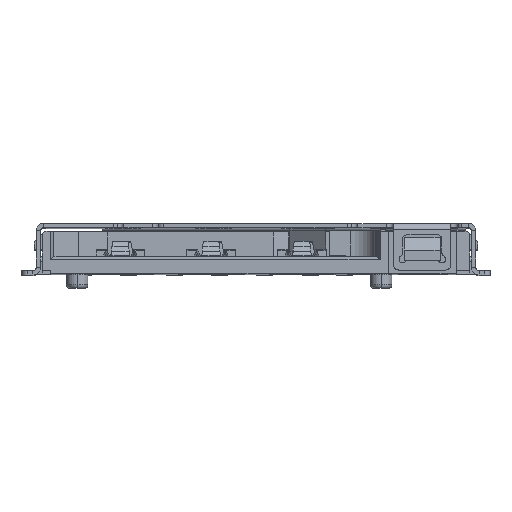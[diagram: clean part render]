
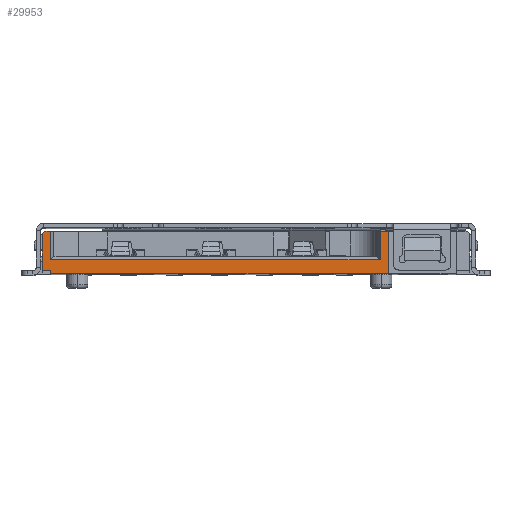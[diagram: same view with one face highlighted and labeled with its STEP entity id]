
A CAD part, top view. The second image highlights one B-rep face of the part: STEP entity #29953.
In plain terms, the highlighted planar face has unit normal (0, 0, 1).
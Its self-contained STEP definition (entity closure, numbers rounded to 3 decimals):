
#1219 = CARTESIAN_POINT ( 'NONE',  ( -5.745, 0.03, 6.86 ) ) ;
#2139 = CARTESIAN_POINT ( 'NONE',  ( -5.975, 1.23, 6.86 ) ) ;
#2563 = CARTESIAN_POINT ( 'NONE',  ( 3.7, 0.03, 6.86 ) ) ;
#2675 = CARTESIAN_POINT ( 'NONE',  ( -5.745, 0.13, 6.86 ) ) ;
#4155 = CARTESIAN_POINT ( 'NONE',  ( 3.47, 0.53, 6.86 ) ) ;
#4486 = DIRECTION ( 'NONE',  ( 0., -1., 0. ) ) ;
#4635 = LINE ( 'NONE', #24114, #23496 ) ;
#6001 = LINE ( 'NONE', #17503, #30934 ) ;
#6107 = VERTEX_POINT ( 'NONE', #21011 ) ;
#6407 = ORIENTED_EDGE ( 'NONE', *, *, #32461, .T. ) ;
#6424 = DIRECTION ( 'NONE',  ( 1., 0., 0. ) ) ;
#6459 = DIRECTION ( 'NONE',  ( 0., -1., 0. ) ) ;
#6616 = VECTOR ( 'NONE', #35036, 1000. ) ;
#6756 = ORIENTED_EDGE ( 'NONE', *, *, #21644, .F. ) ;
#6900 = LINE ( 'NONE', #33009, #15857 ) ;
#7064 = CARTESIAN_POINT ( 'NONE',  ( -5.75, 1.23, 6.86 ) ) ;
#7671 = FACE_OUTER_BOUND ( 'NONE', #33007, .T. ) ;
#7769 = VERTEX_POINT ( 'NONE', #35601 ) ;
#7989 = EDGE_CURVE ( 'NONE', #35656, #36068, #35003, .T. ) ;
#9570 = VERTEX_POINT ( 'NONE', #33712 ) ;
#10665 = LINE ( 'NONE', #36779, #13917 ) ;
#10789 = VERTEX_POINT ( 'NONE', #27965 ) ;
#10958 = VECTOR ( 'NONE', #35670, 1000. ) ;
#11183 = DIRECTION ( 'NONE',  ( -0.707, -0.707, 0. ) ) ;
#11615 = CARTESIAN_POINT ( 'NONE',  ( -5.975, 0.13, 6.86 ) ) ;
#11687 = VERTEX_POINT ( 'NONE', #17266 ) ;
#12589 = CARTESIAN_POINT ( 'NONE',  ( -5.75, 1.23, 6.86 ) ) ;
#13154 = EDGE_CURVE ( 'NONE', #28907, #17726, #6900, .T. ) ;
#13441 = EDGE_CURVE ( 'NONE', #6107, #11687, #19582, .T. ) ;
#13443 = CARTESIAN_POINT ( 'NONE',  ( 3.7, 0., 6.86 ) ) ;
#13678 = VERTEX_POINT ( 'NONE', #2675 ) ;
#13699 = ORIENTED_EDGE ( 'NONE', *, *, #16889, .T. ) ;
#13917 = VECTOR ( 'NONE', #27447, 1000. ) ;
#15857 = VECTOR ( 'NONE', #6424, 1000. ) ;
#16889 = EDGE_CURVE ( 'NONE', #9570, #36328, #18225, .T. ) ;
#17239 = CARTESIAN_POINT ( 'NONE',  ( -5.75, 0.43, 6.86 ) ) ;
#17266 = CARTESIAN_POINT ( 'NONE',  ( 3.47, 0.43, 6.86 ) ) ;
#17369 = DIRECTION ( 'NONE',  ( 0., -1., 0. ) ) ;
#17503 = CARTESIAN_POINT ( 'NONE',  ( -5.65, 0.43, 6.86 ) ) ;
#17726 = VERTEX_POINT ( 'NONE', #2563 ) ;
#18225 = LINE ( 'NONE', #23913, #33272 ) ;
#19072 = DIRECTION ( 'NONE',  ( 1., 0., 0. ) ) ;
#19582 = LINE ( 'NONE', #4155, #24261 ) ;
#19737 = AXIS2_PLACEMENT_3D ( 'NONE', #34427, #31670, #19072 ) ;
#19981 = VECTOR ( 'NONE', #36659, 1000. ) ;
#20010 = CARTESIAN_POINT ( 'NONE',  ( -6.64, 0.495, 6.86 ) ) ;
#20900 = ORIENTED_EDGE ( 'NONE', *, *, #22187, .T. ) ;
#21011 = CARTESIAN_POINT ( 'NONE',  ( 3.47, 1.23, 6.86 ) ) ;
#21644 = EDGE_CURVE ( 'NONE', #13678, #36328, #27438, .T. ) ;
#22187 = EDGE_CURVE ( 'NONE', #7769, #9570, #38712, .T. ) ;
#22688 = ORIENTED_EDGE ( 'NONE', *, *, #33904, .T. ) ;
#23496 = VECTOR ( 'NONE', #6459, 1000. ) ;
#23611 = ORIENTED_EDGE ( 'NONE', *, *, #33276, .T. ) ;
#23913 = CARTESIAN_POINT ( 'NONE',  ( -5.975, 0.03, 6.86 ) ) ;
#24114 = CARTESIAN_POINT ( 'NONE',  ( -5.745, 0.13, 6.86 ) ) ;
#24261 = VECTOR ( 'NONE', #28368, 1000. ) ;
#25675 = EDGE_CURVE ( 'NONE', #10789, #6107, #10665, .T. ) ;
#27438 = LINE ( 'NONE', #11615, #10958 ) ;
#27447 = DIRECTION ( 'NONE',  ( -1., 0., 0. ) ) ;
#27553 = LINE ( 'NONE', #13443, #31315 ) ;
#27616 = ORIENTED_EDGE ( 'NONE', *, *, #25675, .T. ) ;
#27785 = LINE ( 'NONE', #2139, #6616 ) ;
#27965 = CARTESIAN_POINT ( 'NONE',  ( 3.7, 1.23, 6.86 ) ) ;
#28368 = DIRECTION ( 'NONE',  ( 0., -1., 0. ) ) ;
#28550 = EDGE_CURVE ( 'NONE', #10789, #17726, #27553, .T. ) ;
#28907 = VERTEX_POINT ( 'NONE', #1219 ) ;
#29953 = ADVANCED_FACE ( 'NONE', ( #7671 ), #34301, .T. ) ;
#30934 = VECTOR ( 'NONE', #38665, 1000. ) ;
#31315 = VECTOR ( 'NONE', #4486, 1000. ) ;
#31622 = VECTOR ( 'NONE', #11183, 1000. ) ;
#31670 = DIRECTION ( 'NONE',  ( 0., 0., 1. ) ) ;
#31736 = ORIENTED_EDGE ( 'NONE', *, *, #13441, .T. ) ;
#32461 = EDGE_CURVE ( 'NONE', #36068, #7769, #27785, .T. ) ;
#33007 = EDGE_LOOP ( 'NONE', ( #6407, #20900, #13699, #6756, #23611, #35394, #39090, #27616, #31736, #22688, #36289 ) ) ;
#33009 = CARTESIAN_POINT ( 'NONE',  ( -5.975, 0.03, 6.86 ) ) ;
#33272 = VECTOR ( 'NONE', #17369, 1000. ) ;
#33276 = EDGE_CURVE ( 'NONE', #13678, #28907, #4635, .T. ) ;
#33712 = CARTESIAN_POINT ( 'NONE',  ( -5.975, 1.16, 6.86 ) ) ;
#33904 = EDGE_CURVE ( 'NONE', #11687, #35656, #6001, .T. ) ;
#34301 = PLANE ( 'NONE',  #19737 ) ;
#34427 = CARTESIAN_POINT ( 'NONE',  ( -6.145, 0., 6.86 ) ) ;
#35003 = LINE ( 'NONE', #12589, #19981 ) ;
#35036 = DIRECTION ( 'NONE',  ( -1., 0., 0. ) ) ;
#35159 = CARTESIAN_POINT ( 'NONE',  ( -5.975, 0.13, 6.86 ) ) ;
#35394 = ORIENTED_EDGE ( 'NONE', *, *, #13154, .T. ) ;
#35601 = CARTESIAN_POINT ( 'NONE',  ( -5.905, 1.23, 6.86 ) ) ;
#35656 = VERTEX_POINT ( 'NONE', #17239 ) ;
#35670 = DIRECTION ( 'NONE',  ( -1., 0., 0. ) ) ;
#36068 = VERTEX_POINT ( 'NONE', #7064 ) ;
#36289 = ORIENTED_EDGE ( 'NONE', *, *, #7989, .T. ) ;
#36328 = VERTEX_POINT ( 'NONE', #35159 ) ;
#36659 = DIRECTION ( 'NONE',  ( 0., 1., 0. ) ) ;
#36779 = CARTESIAN_POINT ( 'NONE',  ( -5.975, 1.23, 6.86 ) ) ;
#38665 = DIRECTION ( 'NONE',  ( -1., 0., 0. ) ) ;
#38712 = LINE ( 'NONE', #20010, #31622 ) ;
#39090 = ORIENTED_EDGE ( 'NONE', *, *, #28550, .F. ) ;
